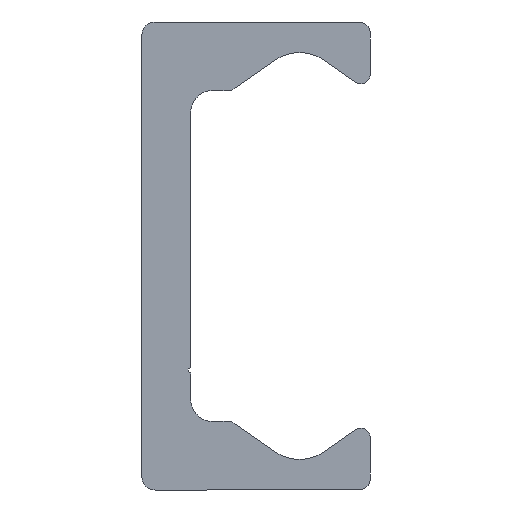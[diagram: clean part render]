
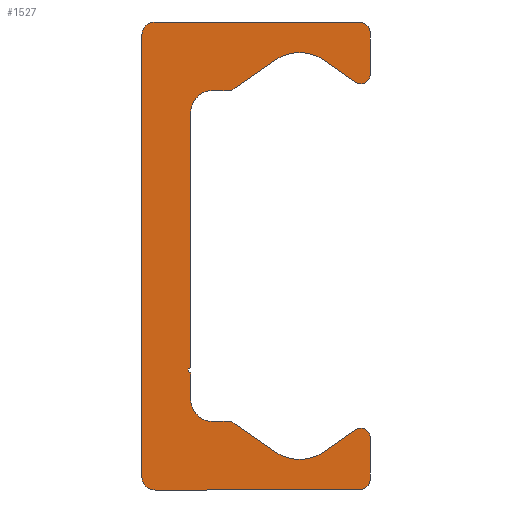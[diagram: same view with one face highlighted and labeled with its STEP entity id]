
A CAD part, left-side view. The second image highlights one B-rep face of the part: STEP entity #1527.
In plain terms, the highlighted planar face has unit normal (-1, 0, 0).
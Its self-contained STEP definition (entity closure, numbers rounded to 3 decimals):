
#612=CARTESIAN_POINT('',(0.0,9.25,-21.5));
#613=VERTEX_POINT('',#612);
#620=CARTESIAN_POINT('',(0.0,10.5,-20.25));
#621=VERTEX_POINT('',#620);
#622=CARTESIAN_POINT('',(0.0,9.25,-20.25));
#623=DIRECTION('',(1.0,0.0,0.0));
#624=DIRECTION('',(0.0,0.0,-1.0));
#625=AXIS2_PLACEMENT_3D('',#622,#623,#624);
#626=CIRCLE('',#625,1.25);
#627=EDGE_CURVE('',#613,#621,#626,.T.);
#651=CARTESIAN_POINT('',(0.0,-9.5,-21.5));
#652=VERTEX_POINT('',#651);
#659=CARTESIAN_POINT('',(0.0,-9.5,-21.5));
#660=DIRECTION('',(0.0,1.0,0.0));
#661=VECTOR('',#660,18.75);
#662=LINE('',#659,#661);
#663=EDGE_CURVE('',#652,#613,#662,.T.);
#683=CARTESIAN_POINT('',(0.0,-10.5,-20.5));
#684=VERTEX_POINT('',#683);
#691=CARTESIAN_POINT('',(0.0,-9.5,-20.5));
#692=DIRECTION('',(1.0,0.0,0.0));
#693=DIRECTION('',(0.0,-1.0,0.0));
#694=AXIS2_PLACEMENT_3D('',#691,#692,#693);
#695=CIRCLE('',#694,1.0);
#696=EDGE_CURVE('',#684,#652,#695,.T.);
#715=CARTESIAN_POINT('',(0.0,-10.5,-16.65));
#716=VERTEX_POINT('',#715);
#723=CARTESIAN_POINT('',(0.0,-10.5,-16.65));
#724=DIRECTION('',(0.0,0.0,-1.0));
#725=VECTOR('',#724,3.85);
#726=LINE('',#723,#725);
#727=EDGE_CURVE('',#716,#684,#726,.T.);
#747=CARTESIAN_POINT('',(0.0,-9.162,-15.954));
#748=VERTEX_POINT('',#747);
#755=CARTESIAN_POINT('',(0.0,-9.65,-16.65));
#756=DIRECTION('',(1.0,0.0,0.0));
#757=DIRECTION('',(0.0,0.574,0.819));
#758=AXIS2_PLACEMENT_3D('',#755,#756,#757);
#759=CIRCLE('',#758,0.85);
#760=EDGE_CURVE('',#748,#716,#759,.T.);
#779=CARTESIAN_POINT('',(0.0,-6.294,-17.962));
#780=VERTEX_POINT('',#779);
#787=CARTESIAN_POINT('',(0.0,-6.294,-17.962));
#788=DIRECTION('',(0.0,-0.819,0.574));
#789=VECTOR('',#788,3.501);
#790=LINE('',#787,#789);
#791=EDGE_CURVE('',#780,#748,#790,.T.);
#811=CARTESIAN_POINT('',(0.0,-1.706,-17.962));
#812=VERTEX_POINT('',#811);
#819=CARTESIAN_POINT('',(0.0,-4.,-14.685));
#820=DIRECTION('',(-1.0,0.0,0.0));
#821=DIRECTION('',(0.0,0.574,0.819));
#822=AXIS2_PLACEMENT_3D('',#819,#820,#821);
#823=CIRCLE('',#822,4.0);
#824=EDGE_CURVE('',#812,#780,#823,.T.);
#843=CARTESIAN_POINT('',(0.0,1.981,-15.381));
#844=VERTEX_POINT('',#843);
#851=CARTESIAN_POINT('',(0.0,1.981,-15.381));
#852=DIRECTION('',(0.0,-0.819,-0.574));
#853=VECTOR('',#852,4.5);
#854=LINE('',#851,#853);
#855=EDGE_CURVE('',#844,#812,#854,.T.);
#875=CARTESIAN_POINT('',(0.0,2.554,-15.2));
#876=VERTEX_POINT('',#875);
#883=CARTESIAN_POINT('',(0.0,2.554,-16.2));
#884=DIRECTION('',(1.0,0.0,0.0));
#885=DIRECTION('',(0.0,0.0,1.0));
#886=AXIS2_PLACEMENT_3D('',#883,#884,#885);
#887=CIRCLE('',#886,1.);
#888=EDGE_CURVE('',#876,#844,#887,.T.);
#907=CARTESIAN_POINT('',(0.0,4.0,-15.2));
#908=VERTEX_POINT('',#907);
#915=CARTESIAN_POINT('',(0.0,4.0,-15.2));
#916=DIRECTION('',(0.0,-1.0,0.0));
#917=VECTOR('',#916,1.446);
#918=LINE('',#915,#917);
#919=EDGE_CURVE('',#908,#876,#918,.T.);
#939=CARTESIAN_POINT('',(0.0,6.,-13.2));
#940=VERTEX_POINT('',#939);
#947=CARTESIAN_POINT('',(0.0,4.,-13.2));
#948=DIRECTION('',(-1.0,0.0,0.0));
#949=DIRECTION('',(0.0,0.0,1.0));
#950=AXIS2_PLACEMENT_3D('',#947,#948,#949);
#951=CIRCLE('',#950,2.0);
#952=EDGE_CURVE('',#940,#908,#951,.T.);
#971=CARTESIAN_POINT('',(0.0,6.,-10.75));
#972=VERTEX_POINT('',#971);
#979=CARTESIAN_POINT('',(0.0,6.,-10.75));
#980=DIRECTION('',(0.0,0.0,-1.0));
#981=VECTOR('',#980,2.45);
#982=LINE('',#979,#981);
#983=EDGE_CURVE('',#972,#940,#982,.T.);
#1003=CARTESIAN_POINT('',(0.0,6.,-10.25));
#1004=VERTEX_POINT('',#1003);
#1011=CARTESIAN_POINT('',(0.0,6.,-10.5));
#1012=DIRECTION('',(-1.0,0.0,0.0));
#1013=DIRECTION('',(0.0,0.0,1.0));
#1014=AXIS2_PLACEMENT_3D('',#1011,#1012,#1013);
#1015=CIRCLE('',#1014,0.25);
#1016=EDGE_CURVE('',#1004,#972,#1015,.T.);
#1035=CARTESIAN_POINT('',(0.0,6.,13.2));
#1036=VERTEX_POINT('',#1035);
#1043=CARTESIAN_POINT('',(0.0,6.,13.2));
#1044=DIRECTION('',(0.0,0.0,-1.0));
#1045=VECTOR('',#1044,23.45);
#1046=LINE('',#1043,#1045);
#1047=EDGE_CURVE('',#1036,#1004,#1046,.T.);
#1100=CARTESIAN_POINT('',(0.0,4.0,15.2));
#1101=VERTEX_POINT('',#1100);
#1108=CARTESIAN_POINT('',(0.0,4.,13.2));
#1109=DIRECTION('',(-1.0,0.0,0.0));
#1110=DIRECTION('',(0.0,-1.0,0.0));
#1111=AXIS2_PLACEMENT_3D('',#1108,#1109,#1110);
#1112=CIRCLE('',#1111,2.0);
#1113=EDGE_CURVE('',#1101,#1036,#1112,.T.);
#1132=CARTESIAN_POINT('',(0.0,2.554,15.2));
#1133=VERTEX_POINT('',#1132);
#1140=CARTESIAN_POINT('',(0.0,2.554,15.2));
#1141=DIRECTION('',(0.0,1.0,0.0));
#1142=VECTOR('',#1141,1.446);
#1143=LINE('',#1140,#1142);
#1144=EDGE_CURVE('',#1133,#1101,#1143,.T.);
#1164=CARTESIAN_POINT('',(0.0,1.981,15.381));
#1165=VERTEX_POINT('',#1164);
#1172=CARTESIAN_POINT('',(0.0,2.554,16.2));
#1173=DIRECTION('',(1.0,0.0,0.0));
#1174=DIRECTION('',(0.0,-0.574,-0.819));
#1175=AXIS2_PLACEMENT_3D('',#1172,#1173,#1174);
#1176=CIRCLE('',#1175,1.);
#1177=EDGE_CURVE('',#1165,#1133,#1176,.T.);
#1196=CARTESIAN_POINT('',(0.0,-1.706,17.962));
#1197=VERTEX_POINT('',#1196);
#1204=CARTESIAN_POINT('',(0.0,-1.706,17.962));
#1205=DIRECTION('',(0.0,0.819,-0.574));
#1206=VECTOR('',#1205,4.5);
#1207=LINE('',#1204,#1206);
#1208=EDGE_CURVE('',#1197,#1165,#1207,.T.);
#1228=CARTESIAN_POINT('',(0.0,-6.294,17.962));
#1229=VERTEX_POINT('',#1228);
#1236=CARTESIAN_POINT('',(0.0,-4.,14.685));
#1237=DIRECTION('',(-1.0,0.0,0.0));
#1238=DIRECTION('',(0.0,-0.574,-0.819));
#1239=AXIS2_PLACEMENT_3D('',#1236,#1237,#1238);
#1240=CIRCLE('',#1239,4.0);
#1241=EDGE_CURVE('',#1229,#1197,#1240,.T.);
#1260=CARTESIAN_POINT('',(0.0,-9.162,15.954));
#1261=VERTEX_POINT('',#1260);
#1268=CARTESIAN_POINT('',(0.0,-9.162,15.954));
#1269=DIRECTION('',(0.0,0.819,0.574));
#1270=VECTOR('',#1269,3.501);
#1271=LINE('',#1268,#1270);
#1272=EDGE_CURVE('',#1261,#1229,#1271,.T.);
#1292=CARTESIAN_POINT('',(0.0,-10.5,16.65));
#1293=VERTEX_POINT('',#1292);
#1300=CARTESIAN_POINT('',(0.0,-9.65,16.65));
#1301=DIRECTION('',(1.0,0.0,0.0));
#1302=DIRECTION('',(0.0,-1.0,0.0));
#1303=AXIS2_PLACEMENT_3D('',#1300,#1301,#1302);
#1304=CIRCLE('',#1303,0.85);
#1305=EDGE_CURVE('',#1293,#1261,#1304,.T.);
#1324=CARTESIAN_POINT('',(0.0,-10.5,20.5));
#1325=VERTEX_POINT('',#1324);
#1332=CARTESIAN_POINT('',(0.0,-10.5,20.5));
#1333=DIRECTION('',(0.0,0.0,-1.0));
#1334=VECTOR('',#1333,3.85);
#1335=LINE('',#1332,#1334);
#1336=EDGE_CURVE('',#1325,#1293,#1335,.T.);
#1356=CARTESIAN_POINT('',(0.0,-9.5,21.5));
#1357=VERTEX_POINT('',#1356);
#1364=CARTESIAN_POINT('',(0.0,-9.5,20.5));
#1365=DIRECTION('',(1.0,0.0,0.0));
#1366=DIRECTION('',(0.0,0.0,1.0));
#1367=AXIS2_PLACEMENT_3D('',#1364,#1365,#1366);
#1368=CIRCLE('',#1367,1.0);
#1369=EDGE_CURVE('',#1357,#1325,#1368,.T.);
#1388=CARTESIAN_POINT('',(0.0,9.25,21.5));
#1389=VERTEX_POINT('',#1388);
#1396=CARTESIAN_POINT('',(0.0,9.25,21.5));
#1397=DIRECTION('',(0.0,-1.0,0.0));
#1398=VECTOR('',#1397,18.75);
#1399=LINE('',#1396,#1398);
#1400=EDGE_CURVE('',#1389,#1357,#1399,.T.);
#1420=CARTESIAN_POINT('',(0.0,10.5,20.25));
#1421=VERTEX_POINT('',#1420);
#1428=CARTESIAN_POINT('',(0.0,9.25,20.25));
#1429=DIRECTION('',(1.0,0.0,0.0));
#1430=DIRECTION('',(0.0,1.0,0.0));
#1431=AXIS2_PLACEMENT_3D('',#1428,#1429,#1430);
#1432=CIRCLE('',#1431,1.25);
#1433=EDGE_CURVE('',#1421,#1389,#1432,.T.);
#1451=CARTESIAN_POINT('',(0.0,10.5,-20.25));
#1452=DIRECTION('',(0.0,0.0,1.0));
#1453=VECTOR('',#1452,40.5);
#1454=LINE('',#1451,#1453);
#1455=EDGE_CURVE('',#621,#1421,#1454,.T.);
#1494=CARTESIAN_POINT('',(0.0,2.66,-0.019));
#1495=DIRECTION('',(1.0,0.0,0.0));
#1496=DIRECTION('',(0.0,0.0,-1.0));
#1497=AXIS2_PLACEMENT_3D('',#1494,#1495,#1496);
#1498=PLANE('',#1497);
#1499=ORIENTED_EDGE('',*,*,#1455,.F.);
#1500=ORIENTED_EDGE('',*,*,#627,.F.);
#1501=ORIENTED_EDGE('',*,*,#663,.F.);
#1502=ORIENTED_EDGE('',*,*,#696,.F.);
#1503=ORIENTED_EDGE('',*,*,#727,.F.);
#1504=ORIENTED_EDGE('',*,*,#760,.F.);
#1505=ORIENTED_EDGE('',*,*,#791,.F.);
#1506=ORIENTED_EDGE('',*,*,#824,.F.);
#1507=ORIENTED_EDGE('',*,*,#855,.F.);
#1508=ORIENTED_EDGE('',*,*,#888,.F.);
#1509=ORIENTED_EDGE('',*,*,#919,.F.);
#1510=ORIENTED_EDGE('',*,*,#952,.F.);
#1511=ORIENTED_EDGE('',*,*,#983,.F.);
#1512=ORIENTED_EDGE('',*,*,#1016,.F.);
#1513=ORIENTED_EDGE('',*,*,#1047,.F.);
#1514=ORIENTED_EDGE('',*,*,#1113,.F.);
#1515=ORIENTED_EDGE('',*,*,#1144,.F.);
#1516=ORIENTED_EDGE('',*,*,#1177,.F.);
#1517=ORIENTED_EDGE('',*,*,#1208,.F.);
#1518=ORIENTED_EDGE('',*,*,#1241,.F.);
#1519=ORIENTED_EDGE('',*,*,#1272,.F.);
#1520=ORIENTED_EDGE('',*,*,#1305,.F.);
#1521=ORIENTED_EDGE('',*,*,#1336,.F.);
#1522=ORIENTED_EDGE('',*,*,#1369,.F.);
#1523=ORIENTED_EDGE('',*,*,#1400,.F.);
#1524=ORIENTED_EDGE('',*,*,#1433,.F.);
#1525=EDGE_LOOP('',(#1499,#1500,#1501,#1502,#1503,#1504,#1505,#1506,#1507,#1508,#1509,#1510,#1511,#1512,#1513,#1514,#1515,#1516,#1517,#1518,#1519,#1520,#1521,#1522,#1523,#1524));
#1526=FACE_OUTER_BOUND('',#1525,.T.);
#1527=ADVANCED_FACE('',(#1526),#1498,.F.);
